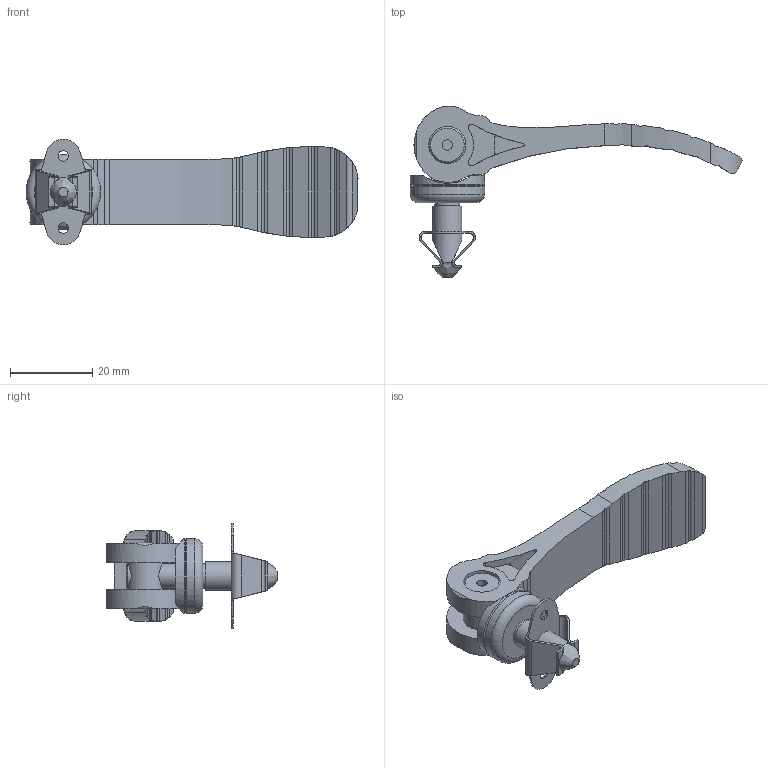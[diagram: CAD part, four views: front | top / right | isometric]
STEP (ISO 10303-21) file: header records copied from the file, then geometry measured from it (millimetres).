
FILE_DESCRIPTION( ( 'STEP AP214' ), '1' );
FILE_NAME( 'K0751.121107X65.9.stp', '2020-12-10T08:38:02', ( '' ), ( '' ), ' ', 'PARTsolutions', ' ' );
FILE_SCHEMA( ( 'AUTOMOTIVE_DESIGN { 1 0 10303 214 1 1 1 1 }' ) );
Length unit declared in the file: millimetre
Products named in the file (8): K0751.121107X65.9; _K0646_exzentergriff_1; _K0751_achsbolzen; _K0751_rastbolzen36.7; _K0751_federclip5.9; _K0751_stift1; _scheibe_1; _druckscheibe_1
Assembly tree (7 placements, depth 2):
  K0751.121107X65.9
    _K0646_exzentergriff_1
    _K0751_achsbolzen
    _K0751_rastbolzen36.7
    _K0751_federclip5.9
    _K0751_stift1
    _scheibe_1
    _druckscheibe_1
Bounding box: 80.55 x 41.59 x 25.67 mm (x, y, z)
Volume: 11359.2 mm3; surface area: 8946.1 mm2
Topology: 7 solids, 7 shells, 192 faces, 515 edges, 342 vertices
Faces by surface type: cylinder 123, plane 55, cone 8, torus 5, bspline 1
Full cylindrical faces by diameter (mm): 2.5 x6, 6 x2, 6.5 x1, 6.6 x1, 7 x2, 9 x3, 16.2 x1, 16.35 x1, 18.1 x1
Entity records: 8338 total; most frequent: CARTESIAN_POINT 2056, ORIENTED_EDGE 960, DIRECTION 925, EDGE_CURVE 480, AXIS2_PLACEMENT_3D 373, VERTEX_POINT 336, EDGE_LOOP 247, FACE_OUTER_BOUND 216
